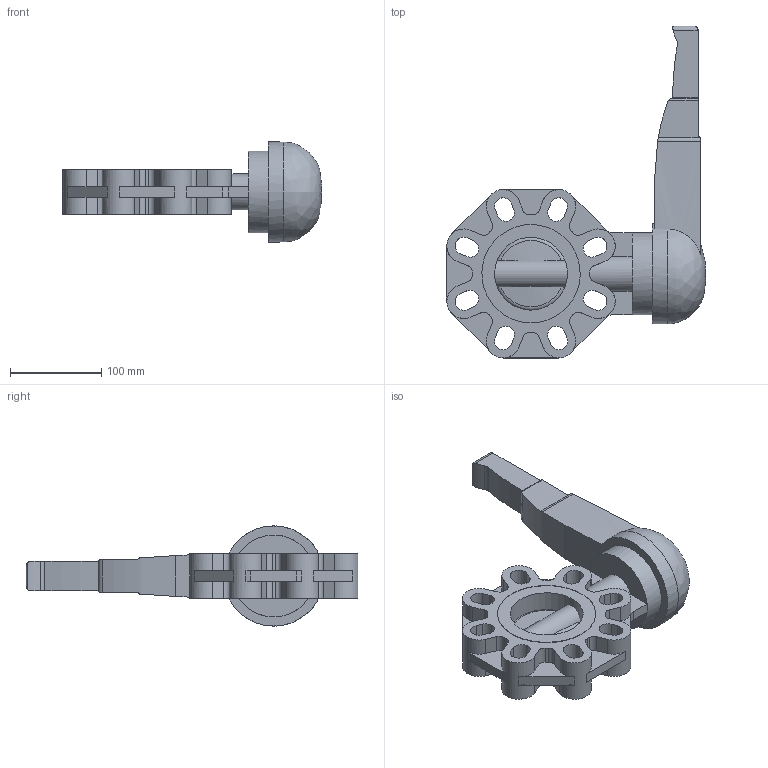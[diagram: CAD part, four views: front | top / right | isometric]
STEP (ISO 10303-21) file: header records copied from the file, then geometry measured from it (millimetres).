
FILE_DESCRIPTION(/* description */ (''),/* implementation_level */ '2;1');
FILE_NAME(/* name */ 'FKOVLM090E.iam.stp',/* time_stamp */ '2013-10-01T10:18:36+02:00',/* author */ ('bfaro'),/* organization */ (''),/* preprocessor_version */ 'ST-DEVELOPER v15.2',/* originating_system */ 'Autodesk Inventor 2014',/* authorisation */ '');
FILE_SCHEMA (('AUTOMOTIVE_DESIGN { 1 0 10303 214 3 1 1 }'));
Length unit declared in the file: millimetre
Products named in the file (5): Piastrina 40; Maniglia FK 90-110; cassa FK 090; Disco FE-FK 090; FKOVLM090E
Bounding box: 284.75 x 364.5 x 110 mm (x, y, z)
Volume: 1832516.3 mm3; surface area: 223046.8 mm2
Topology: 4 solids, 4 shells, 270 faces, 753 edges, 501 vertices
Faces by surface type: plane 141, cylinder 122, cone 4, torus 2, bspline 1
Full cylindrical faces by diameter (mm): 26.1 x1, 30 x1, 80 x1, 90 x1, 108 x2, 110 x1
Entity records: 9200 total; most frequent: CARTESIAN_POINT 1934, DIRECTION 1535, ORIENTED_EDGE 1490, EDGE_CURVE 744, AXIS2_PLACEMENT_3D 556, VERTEX_POINT 499, LINE 423, VECTOR 423
